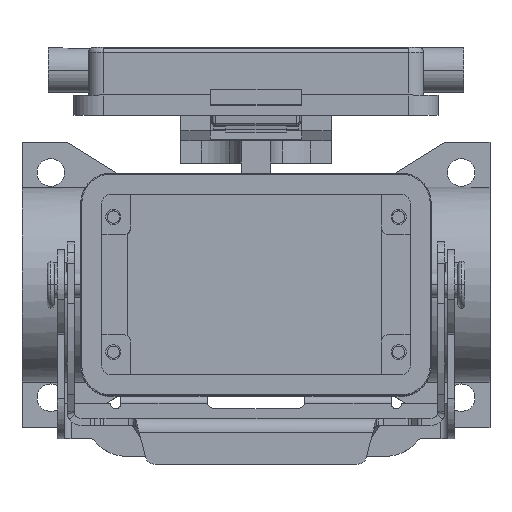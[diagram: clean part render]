
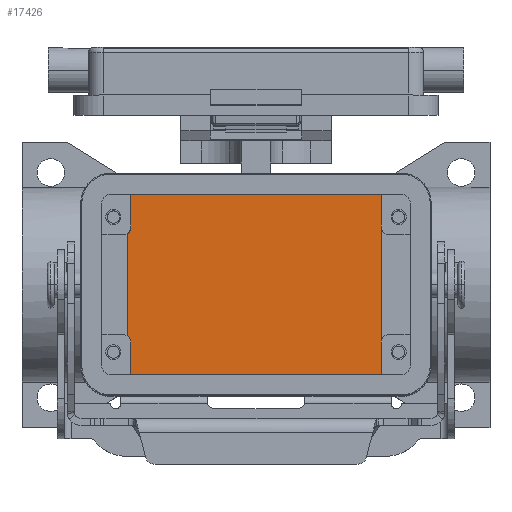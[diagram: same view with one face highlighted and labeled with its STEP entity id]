
A CAD part, top view. The second image highlights one B-rep face of the part: STEP entity #17426.
In plain terms, the highlighted planar face has unit normal (0, 0, 1).
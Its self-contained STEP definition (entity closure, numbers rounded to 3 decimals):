
#17353=CARTESIAN_POINT('',(0.,0.,-62.0));
#17354=DIRECTION('',(0.0,0.0,1.0));
#17355=DIRECTION('',(1.0,0.0,0.0));
#17356=AXIS2_PLACEMENT_3D('',#17353,#17354,#17355);
#17357=PLANE('',#17356);
#17358=CARTESIAN_POINT('',(-25.75,10.201,-62.0));
#17359=VERTEX_POINT('',#17358);
#17360=CARTESIAN_POINT('',(-25.75,-10.201,-62.0));
#17361=VERTEX_POINT('',#17360);
#17362=CARTESIAN_POINT('',(-25.75,10.201,-62.0));
#17363=DIRECTION('',(0.0,-1.0,0.0));
#17364=VECTOR('',#17363,20.402);
#17365=LINE('',#17362,#17364);
#17366=EDGE_CURVE('',#17359,#17361,#17365,.T.);
#17367=ORIENTED_EDGE('',*,*,#17366,.T.);
#17368=CARTESIAN_POINT('',(-25.0,-11.5,-62.));
#17369=VERTEX_POINT('',#17368);
#17370=CARTESIAN_POINT('',(-26.5,-11.5,-62.0));
#17371=DIRECTION('',(0.0,0.0,-1.0));
#17372=DIRECTION('',(-1.0,0.0,0.0));
#17373=AXIS2_PLACEMENT_3D('',#17370,#17371,#17372);
#17374=CIRCLE('',#17373,1.5);
#17375=EDGE_CURVE('',#17361,#17369,#17374,.T.);
#17376=ORIENTED_EDGE('',*,*,#17375,.T.);
#17377=CARTESIAN_POINT('',(-25.0,-18.25,-62.));
#17378=VERTEX_POINT('',#17377);
#17379=CARTESIAN_POINT('',(-25.0,-11.5,-62.));
#17380=DIRECTION('',(0.0,-1.0,0.0));
#17381=VECTOR('',#17380,6.75);
#17382=LINE('',#17379,#17381);
#17383=EDGE_CURVE('',#17369,#17378,#17382,.T.);
#17384=ORIENTED_EDGE('',*,*,#17383,.T.);
#17385=CARTESIAN_POINT('',(25.0,-18.25,-62.));
#17386=VERTEX_POINT('',#17385);
#17387=CARTESIAN_POINT('',(-25.0,-18.25,-62.));
#17388=DIRECTION('',(1.0,0.0,0.0));
#17389=VECTOR('',#17388,50.0);
#17390=LINE('',#17387,#17389);
#17391=EDGE_CURVE('',#17378,#17386,#17390,.T.);
#17392=ORIENTED_EDGE('',*,*,#17391,.T.);
#17393=CARTESIAN_POINT('',(25.,18.25,-62.));
#17394=VERTEX_POINT('',#17393);
#17395=CARTESIAN_POINT('',(25.0,-18.25,-62.));
#17396=DIRECTION('',(0.0,1.0,0.0));
#17397=VECTOR('',#17396,36.5);
#17398=LINE('',#17395,#17397);
#17399=EDGE_CURVE('',#17386,#17394,#17398,.T.);
#17400=ORIENTED_EDGE('',*,*,#17399,.T.);
#17401=CARTESIAN_POINT('',(-25.0,18.25,-62.));
#17402=VERTEX_POINT('',#17401);
#17403=CARTESIAN_POINT('',(25.,18.25,-62.));
#17404=DIRECTION('',(-1.0,0.0,0.0));
#17405=VECTOR('',#17404,50.);
#17406=LINE('',#17403,#17405);
#17407=EDGE_CURVE('',#17394,#17402,#17406,.T.);
#17408=ORIENTED_EDGE('',*,*,#17407,.T.);
#17409=CARTESIAN_POINT('',(-25.,11.5,-62.));
#17410=VERTEX_POINT('',#17409);
#17411=CARTESIAN_POINT('',(-25.0,18.25,-62.));
#17412=DIRECTION('',(0.0,-1.0,0.0));
#17413=VECTOR('',#17412,6.75);
#17414=LINE('',#17411,#17413);
#17415=EDGE_CURVE('',#17402,#17410,#17414,.T.);
#17416=ORIENTED_EDGE('',*,*,#17415,.T.);
#17417=CARTESIAN_POINT('',(-26.5,11.5,-62.0));
#17418=DIRECTION('',(0.0,0.0,-1.0));
#17419=DIRECTION('',(0.0,-1.0,0.0));
#17420=AXIS2_PLACEMENT_3D('',#17417,#17418,#17419);
#17421=CIRCLE('',#17420,1.5);
#17422=EDGE_CURVE('',#17410,#17359,#17421,.T.);
#17423=ORIENTED_EDGE('',*,*,#17422,.T.);
#17424=EDGE_LOOP('',(#17367,#17376,#17384,#17392,#17400,#17408,#17416,#17423));
#17425=FACE_OUTER_BOUND('',#17424,.T.);
#17426=ADVANCED_FACE('',(#17425),#17357,.T.);
